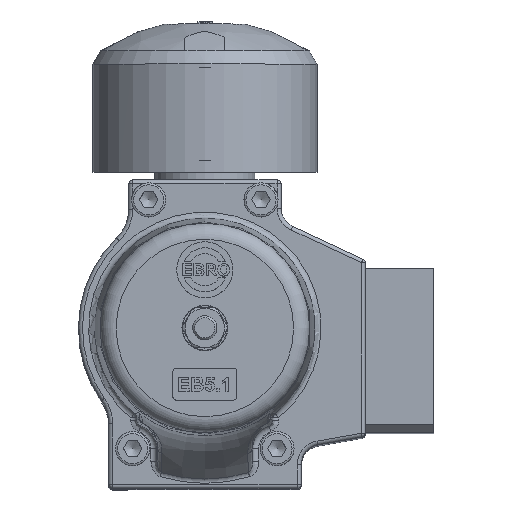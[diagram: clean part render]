
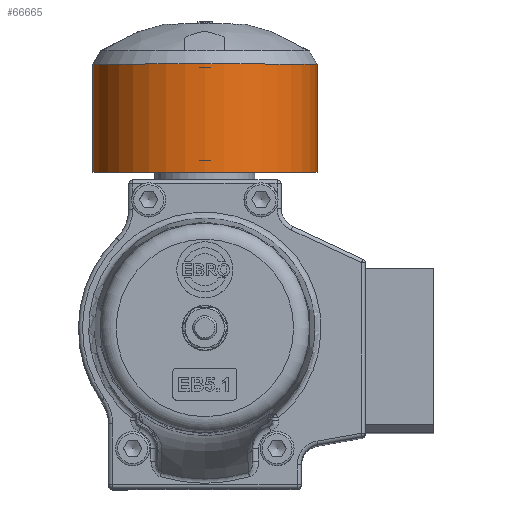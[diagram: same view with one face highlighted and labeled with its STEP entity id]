
A CAD part, top view. The second image highlights one B-rep face of the part: STEP entity #66665.
In plain terms, the highlighted cylindrical face has radius 28 mm (diameter 56 mm), a full revolution.
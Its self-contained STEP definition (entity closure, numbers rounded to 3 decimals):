
#2055=B_SPLINE_CURVE_WITH_KNOTS('',3,(#103427,#103428,#103429,#103430,#103431,
#103432,#103433,#103434,#103435,#103436,#103437,#103438,#103439,#103440,
#103441,#103442,#103443,#103444,#103445,#103446,#103447,#103448,#103449,
#103450,#103451,#103452,#103453,#103454,#103455,#103456,#103457,#103458,
#103459,#103460),.UNSPECIFIED.,.T.,.F.,(4,2,2,2,2,2,2,2,2,2,2,2,2,2,2,2,
4),(0.,0.104,0.207,0.311,0.415,
0.518,0.622,0.726,0.829,
0.933,1.037,1.14,1.244,1.348,
1.451,1.555,1.659),.UNSPECIFIED.);
#11504=CYLINDRICAL_SURFACE('',#71251,28.);
#12554=FACE_BOUND('',#17861,.T.);
#12555=FACE_BOUND('',#17862,.T.);
#13585=FACE_OUTER_BOUND('',#17860,.T.);
#17860=EDGE_LOOP('',(#43883));
#17861=EDGE_LOOP('',(#43884));
#17862=EDGE_LOOP('',(#43885));
#22473=CIRCLE('',#71252,28.);
#22474=CIRCLE('',#71253,28.);
#26725=VERTEX_POINT('',#103426);
#26835=VERTEX_POINT('',#103889);
#26836=VERTEX_POINT('',#103891);
#32969=EDGE_CURVE('',#26725,#26725,#2055,.T.);
#33186=EDGE_CURVE('',#26835,#26835,#22473,.T.);
#33187=EDGE_CURVE('',#26836,#26836,#22474,.T.);
#43883=ORIENTED_EDGE('',*,*,#33186,.T.);
#43884=ORIENTED_EDGE('',*,*,#32969,.T.);
#43885=ORIENTED_EDGE('',*,*,#33187,.F.);
#66665=ADVANCED_FACE('',(#13585,#12554,#12555),#11504,.T.);
#71251=AXIS2_PLACEMENT_3D('',#103888,#80693,#80694);
#71252=AXIS2_PLACEMENT_3D('',#103890,#80695,#80696);
#71253=AXIS2_PLACEMENT_3D('',#103892,#80697,#80698);
#80693=DIRECTION('center_axis',(0.,-1.,0.));
#80694=DIRECTION('ref_axis',(0.,0.,1.));
#80695=DIRECTION('center_axis',(0.,-1.,0.));
#80696=DIRECTION('ref_axis',(0.924,0.,-0.383));
#80697=DIRECTION('center_axis',(0.,-1.,0.));
#80698=DIRECTION('ref_axis',(0.,0.,1.));
#103426=CARTESIAN_POINT('',(5.619,55.854,-11.626));
#103427=CARTESIAN_POINT('Ctrl Pts',(5.619,55.854,-11.626));
#103428=CARTESIAN_POINT('Ctrl Pts',(5.619,56.199,-11.626));
#103429=CARTESIAN_POINT('Ctrl Pts',(5.575,56.568,-11.68));
#103430=CARTESIAN_POINT('Ctrl Pts',(5.395,57.245,-11.897));
#103431=CARTESIAN_POINT('Ctrl Pts',(5.258,57.554,-12.059));
#103432=CARTESIAN_POINT('Ctrl Pts',(4.937,58.042,-12.428));
#103433=CARTESIAN_POINT('Ctrl Pts',(4.731,58.254,-12.659));
#103434=CARTESIAN_POINT('Ctrl Pts',(4.27,58.535,-13.157));
#103435=CARTESIAN_POINT('Ctrl Pts',(4.014,58.604,-13.422));
#103436=CARTESIAN_POINT('Ctrl Pts',(3.526,58.604,-13.911));
#103437=CARTESIAN_POINT('Ctrl Pts',(3.26,58.535,-14.166));
#103438=CARTESIAN_POINT('Ctrl Pts',(2.763,58.254,-14.627));
#103439=CARTESIAN_POINT('Ctrl Pts',(2.532,58.042,-14.833));
#103440=CARTESIAN_POINT('Ctrl Pts',(2.163,57.554,-15.154));
#103441=CARTESIAN_POINT('Ctrl Pts',(2.,57.245,-15.291));
#103442=CARTESIAN_POINT('Ctrl Pts',(1.784,56.568,-15.471));
#103443=CARTESIAN_POINT('Ctrl Pts',(1.73,56.199,-15.515));
#103444=CARTESIAN_POINT('Ctrl Pts',(1.73,55.508,-15.515));
#103445=CARTESIAN_POINT('Ctrl Pts',(1.784,55.14,-15.471));
#103446=CARTESIAN_POINT('Ctrl Pts',(2.,54.462,-15.291));
#103447=CARTESIAN_POINT('Ctrl Pts',(2.163,54.153,-15.154));
#103448=CARTESIAN_POINT('Ctrl Pts',(2.532,53.665,-14.833));
#103449=CARTESIAN_POINT('Ctrl Pts',(2.763,53.453,-14.627));
#103450=CARTESIAN_POINT('Ctrl Pts',(3.26,53.173,-14.166));
#103451=CARTESIAN_POINT('Ctrl Pts',(3.526,53.104,-13.911));
#103452=CARTESIAN_POINT('Ctrl Pts',(4.014,53.104,-13.422));
#103453=CARTESIAN_POINT('Ctrl Pts',(4.27,53.173,-13.157));
#103454=CARTESIAN_POINT('Ctrl Pts',(4.731,53.453,-12.659));
#103455=CARTESIAN_POINT('Ctrl Pts',(4.937,53.665,-12.428));
#103456=CARTESIAN_POINT('Ctrl Pts',(5.258,54.153,-12.059));
#103457=CARTESIAN_POINT('Ctrl Pts',(5.395,54.462,-11.897));
#103458=CARTESIAN_POINT('Ctrl Pts',(5.575,55.14,-11.68));
#103459=CARTESIAN_POINT('Ctrl Pts',(5.619,55.508,-11.626));
#103460=CARTESIAN_POINT('Ctrl Pts',(5.619,55.854,-11.626));
#103888=CARTESIAN_POINT('Origin',(-16.029,49.354,6.133));
#103889=CARTESIAN_POINT('',(11.521,61.854,11.133));
#103890=CARTESIAN_POINT('Origin',(-16.029,61.854,6.133));
#103891=CARTESIAN_POINT('',(-16.029,34.854,34.133));
#103892=CARTESIAN_POINT('Origin',(-16.029,34.854,6.133));
